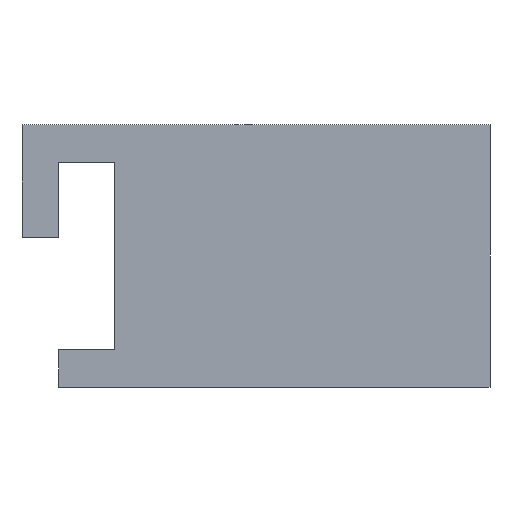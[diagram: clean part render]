
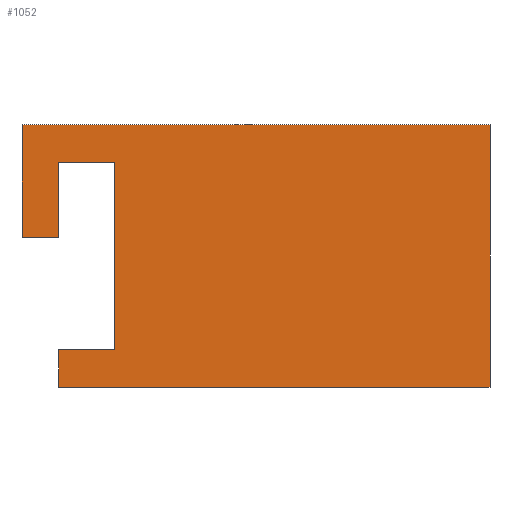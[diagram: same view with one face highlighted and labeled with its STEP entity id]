
A CAD part, front view. The second image highlights one B-rep face of the part: STEP entity #1052.
In plain terms, the highlighted planar face has unit normal (0, -1, 0).
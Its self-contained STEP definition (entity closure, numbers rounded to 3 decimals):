
#118=FACE_OUTER_BOUND('',#174,.T.);
#174=EDGE_LOOP('',(#951,#952,#953,#954,#955,#956,#957,#958,#959,#960));
#263=LINE('',#1691,#381);
#267=LINE('',#1699,#385);
#270=LINE('',#1705,#388);
#273=LINE('',#1711,#391);
#276=LINE('',#1717,#394);
#279=LINE('',#1723,#397);
#282=LINE('',#1729,#400);
#285=LINE('',#1735,#403);
#288=LINE('',#1741,#406);
#291=LINE('',#1746,#409);
#381=VECTOR('',#1393,10.);
#385=VECTOR('',#1399,10.);
#388=VECTOR('',#1404,10.);
#391=VECTOR('',#1409,10.);
#394=VECTOR('',#1414,10.);
#397=VECTOR('',#1419,10.);
#400=VECTOR('',#1424,10.);
#403=VECTOR('',#1429,10.);
#406=VECTOR('',#1434,10.);
#409=VECTOR('',#1439,10.);
#491=VERTEX_POINT('',#1689);
#492=VERTEX_POINT('',#1690);
#495=VERTEX_POINT('',#1698);
#497=VERTEX_POINT('',#1704);
#499=VERTEX_POINT('',#1710);
#501=VERTEX_POINT('',#1716);
#503=VERTEX_POINT('',#1722);
#505=VERTEX_POINT('',#1728);
#507=VERTEX_POINT('',#1734);
#509=VERTEX_POINT('',#1740);
#631=EDGE_CURVE('',#491,#492,#263,.T.);
#635=EDGE_CURVE('',#492,#495,#267,.T.);
#638=EDGE_CURVE('',#495,#497,#270,.T.);
#641=EDGE_CURVE('',#497,#499,#273,.T.);
#644=EDGE_CURVE('',#499,#501,#276,.T.);
#647=EDGE_CURVE('',#501,#503,#279,.T.);
#650=EDGE_CURVE('',#503,#505,#282,.T.);
#653=EDGE_CURVE('',#507,#505,#285,.T.);
#656=EDGE_CURVE('',#509,#507,#288,.T.);
#659=EDGE_CURVE('',#491,#509,#291,.T.);
#951=ORIENTED_EDGE('',*,*,#659,.F.);
#952=ORIENTED_EDGE('',*,*,#631,.T.);
#953=ORIENTED_EDGE('',*,*,#635,.T.);
#954=ORIENTED_EDGE('',*,*,#638,.T.);
#955=ORIENTED_EDGE('',*,*,#641,.T.);
#956=ORIENTED_EDGE('',*,*,#644,.T.);
#957=ORIENTED_EDGE('',*,*,#647,.T.);
#958=ORIENTED_EDGE('',*,*,#650,.T.);
#959=ORIENTED_EDGE('',*,*,#653,.F.);
#960=ORIENTED_EDGE('',*,*,#656,.F.);
#998=PLANE('',#1152);
#1052=ADVANCED_FACE('',(#118),#998,.F.);
#1152=AXIS2_PLACEMENT_3D('',#1749,#1443,#1444);
#1393=DIRECTION('',(0.,0.,-1.));
#1399=DIRECTION('',(1.,0.,0.));
#1404=DIRECTION('',(0.,0.,1.));
#1409=DIRECTION('',(-1.,0.,0.));
#1414=DIRECTION('',(0.,0.,-1.));
#1419=DIRECTION('',(1.,0.,0.));
#1424=DIRECTION('',(0.,0.,1.));
#1429=DIRECTION('',(-1.,0.,0.));
#1434=DIRECTION('',(0.,0.,1.));
#1439=DIRECTION('',(1.,0.,0.));
#1443=DIRECTION('center_axis',(0.,1.,0.));
#1444=DIRECTION('ref_axis',(-1.,0.,0.));
#1689=CARTESIAN_POINT('',(-0.207,0.,14.425));
#1690=CARTESIAN_POINT('',(-0.207,0.,4.425));
#1691=CARTESIAN_POINT('',(-0.207,0.,74.425));
#1698=CARTESIAN_POINT('',(114.793,0.,4.425));
#1699=CARTESIAN_POINT('',(-0.207,0.,4.425));
#1704=CARTESIAN_POINT('',(114.793,0.,74.425));
#1705=CARTESIAN_POINT('',(114.793,0.,4.425));
#1710=CARTESIAN_POINT('',(-10.,0.,74.425));
#1711=CARTESIAN_POINT('',(-0.207,0.,74.425));
#1716=CARTESIAN_POINT('',(-10.,0.,44.425));
#1717=CARTESIAN_POINT('',(-10.,0.,74.425));
#1722=CARTESIAN_POINT('',(-0.207,0.,44.425));
#1723=CARTESIAN_POINT('',(-10.,0.,44.425));
#1728=CARTESIAN_POINT('',(-0.207,0.,64.425));
#1729=CARTESIAN_POINT('',(-0.207,0.,44.425));
#1734=CARTESIAN_POINT('',(14.793,0.,64.425));
#1735=CARTESIAN_POINT('',(14.793,0.,64.425));
#1740=CARTESIAN_POINT('',(14.793,0.,14.425));
#1741=CARTESIAN_POINT('',(14.793,0.,14.425));
#1746=CARTESIAN_POINT('',(-0.207,0.,14.425));
#1749=CARTESIAN_POINT('Origin',(52.397,0.,39.425));
